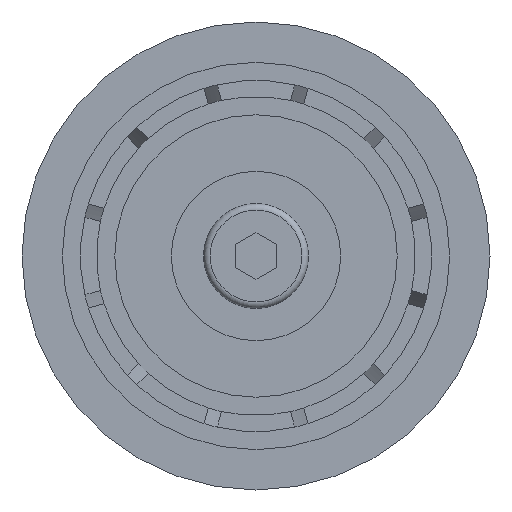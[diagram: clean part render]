
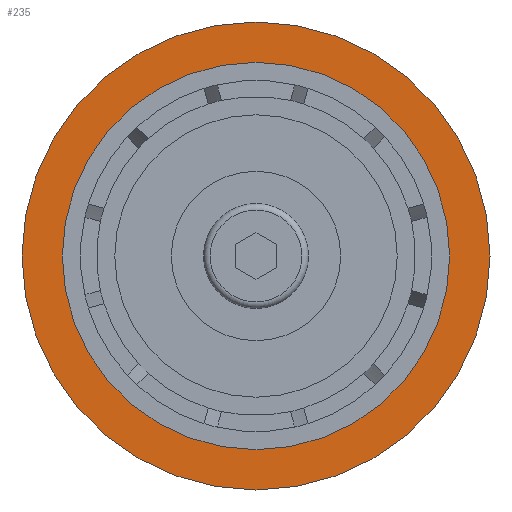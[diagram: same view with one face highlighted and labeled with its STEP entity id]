
A CAD part, front view. The second image highlights one B-rep face of the part: STEP entity #235.
In plain terms, the highlighted planar face has unit normal (0, -1, 0).
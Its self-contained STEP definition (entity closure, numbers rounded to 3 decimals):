
#235=ADVANCED_FACE('',(#664,#665),#666,.T.);
#664=FACE_OUTER_BOUND('',#1311,.T.);
#665=FACE_BOUND('',#1312,.T.);
#666=PLANE('',#1313);
#1311=EDGE_LOOP('',(#1982,#1983));
#1312=EDGE_LOOP('',(#1984,#1985));
#1313=AXIS2_PLACEMENT_3D('',#1986,#1987,#1988);
#1982=ORIENTED_EDGE('',*,*,#3693,.T.);
#1983=ORIENTED_EDGE('',*,*,#3694,.T.);
#1984=ORIENTED_EDGE('',*,*,#3690,.F.);
#1985=ORIENTED_EDGE('',*,*,#3691,.F.);
#1986=CARTESIAN_POINT('',(0.,-19.9,0.0));
#1987=DIRECTION('',(0.,-1.0,0.0));
#1988=DIRECTION('',(-1.0,0.,0.0));
#3690=EDGE_CURVE('',#4381,#4382,#4383,.T.);
#3691=EDGE_CURVE('',#4382,#4381,#4384,.T.);
#3693=EDGE_CURVE('',#4386,#4387,#4388,.T.);
#3694=EDGE_CURVE('',#4387,#4386,#4389,.T.);
#4381=VERTEX_POINT('',#5334);
#4382=VERTEX_POINT('',#5335);
#4383=CIRCLE('',#5336,24.0);
#4384=CIRCLE('',#5337,24.0);
#4386=VERTEX_POINT('',#5339);
#4387=VERTEX_POINT('',#5340);
#4388=CIRCLE('',#5341,29.0);
#4389=CIRCLE('',#5342,29.0);
#5334=CARTESIAN_POINT('',(-24.,-19.9,0.0));
#5335=CARTESIAN_POINT('',(24.,-19.9,0.0));
#5336=AXIS2_PLACEMENT_3D('',#6768,#6769,#6770);
#5337=AXIS2_PLACEMENT_3D('',#6771,#6772,#6773);
#5339=CARTESIAN_POINT('',(-29.,-19.9,0.0));
#5340=CARTESIAN_POINT('',(29.,-19.9,0.0));
#5341=AXIS2_PLACEMENT_3D('',#6774,#6775,#6776);
#5342=AXIS2_PLACEMENT_3D('',#6777,#6778,#6779);
#6768=CARTESIAN_POINT('',(0.,-19.9,0.0));
#6769=DIRECTION('',(0.,-1.0,0.0));
#6770=DIRECTION('',(1.0,0.,0.0));
#6771=CARTESIAN_POINT('',(0.,-19.9,0.0));
#6772=DIRECTION('',(0.,-1.0,0.0));
#6773=DIRECTION('',(1.0,0.,0.0));
#6774=CARTESIAN_POINT('',(0.,-19.9,0.0));
#6775=DIRECTION('',(0.,-1.0,0.0));
#6776=DIRECTION('',(1.0,0.,0.0));
#6777=CARTESIAN_POINT('',(0.,-19.9,0.0));
#6778=DIRECTION('',(0.,-1.0,0.0));
#6779=DIRECTION('',(1.0,0.,0.0));
